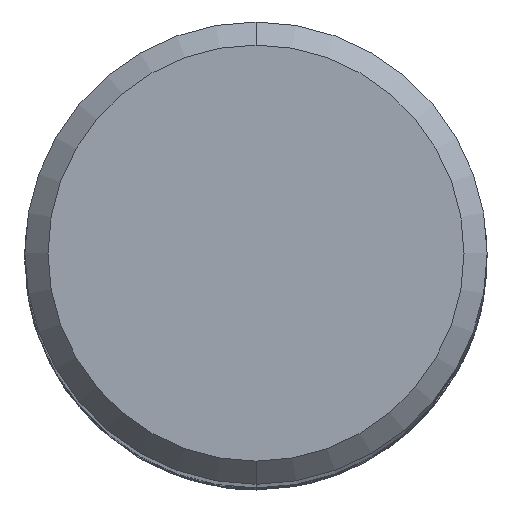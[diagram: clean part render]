
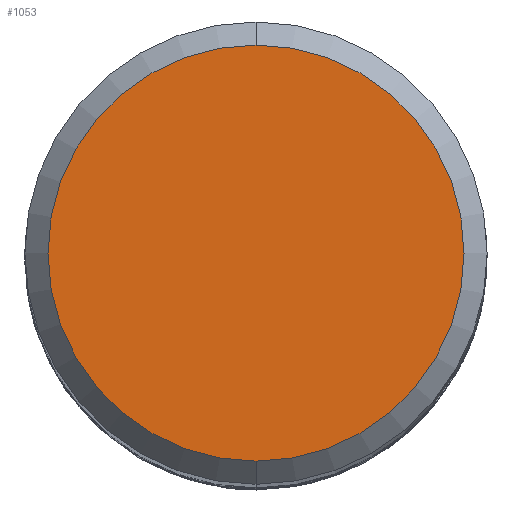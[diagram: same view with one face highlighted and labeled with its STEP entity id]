
A CAD part, top view. The second image highlights one B-rep face of the part: STEP entity #1053.
In plain terms, the highlighted planar face has unit normal (0, 0, 1).
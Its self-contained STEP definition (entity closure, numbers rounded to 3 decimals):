
#1053=ADVANCED_FACE('',(#2461),#2462,.T.);
#1103=VERTEX_POINT('',#2518);
#1133=EDGE_CURVE('',#1103,#1457,#2550,.T.);
#1457=VERTEX_POINT('',#2904);
#1817=EDGE_CURVE('',#1457,#1103,#3297,.T.);
#2461=FACE_OUTER_BOUND('',#7411,.T.);
#2462=PLANE('',#7412);
#2518=CARTESIAN_POINT('',(0.0,4.5,0.0));
#2550=CIRCLE('',#8331,4.5);
#2904=CARTESIAN_POINT('',(0.,-4.5,0.0));
#3297=CIRCLE('',#17891,4.5);
#7411=EDGE_LOOP('',(#21018,#21019));
#7412=AXIS2_PLACEMENT_3D('',#21020,#21021,#21022);
#8331=AXIS2_PLACEMENT_3D('',#21103,#21104,#21105);
#17891=AXIS2_PLACEMENT_3D('',#21834,#21835,#21836);
#21018=ORIENTED_EDGE('',*,*,#1133,.F.);
#21019=ORIENTED_EDGE('',*,*,#1817,.F.);
#21020=CARTESIAN_POINT('',(0.0,2.25,0.0));
#21021=DIRECTION('',(-0.0,0.0,1.0));
#21022=DIRECTION('',(0.0,-1.0,0.0));
#21103=CARTESIAN_POINT('',(0.0,0.0,0.0));
#21104=DIRECTION('',(0.0,0.0,-1.0));
#21105=DIRECTION('',(0.0,1.0,0.0));
#21834=CARTESIAN_POINT('',(0.0,0.0,0.0));
#21835=DIRECTION('',(0.0,0.0,-1.0));
#21836=DIRECTION('',(0.0,1.0,0.0));
